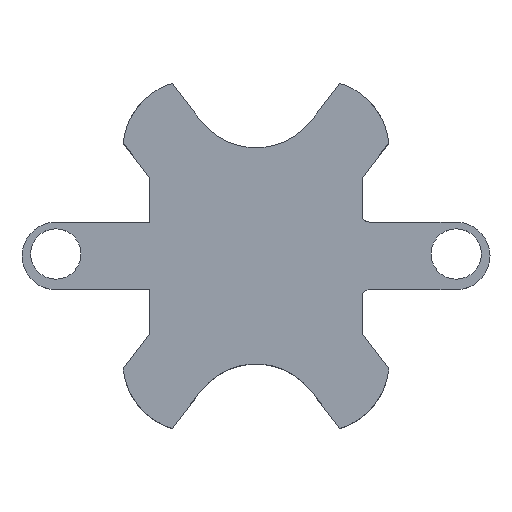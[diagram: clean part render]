
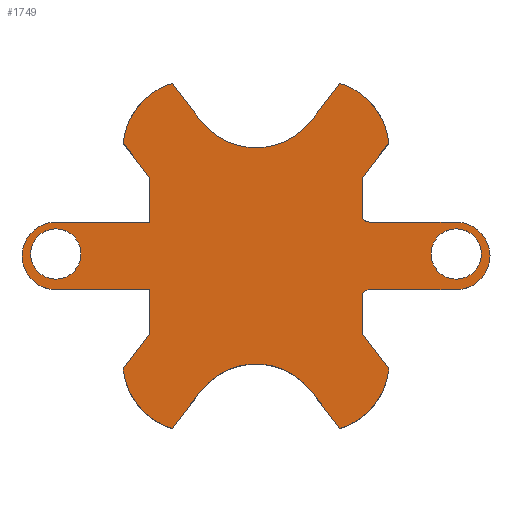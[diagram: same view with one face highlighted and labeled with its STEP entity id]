
A CAD part, top view. The second image highlights one B-rep face of the part: STEP entity #1749.
In plain terms, the highlighted planar face has unit normal (0, 0, 1).
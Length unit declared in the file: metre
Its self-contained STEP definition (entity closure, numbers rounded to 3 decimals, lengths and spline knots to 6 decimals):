
#85=LINE('',#2491,#275);
#86=LINE('',#2495,#276);
#87=LINE('',#2497,#277);
#88=LINE('',#2501,#278);
#89=LINE('',#2505,#279);
#90=LINE('',#2509,#280);
#91=LINE('',#2511,#281);
#92=LINE('',#2513,#282);
#93=LINE('',#2517,#283);
#94=LINE('',#2519,#284);
#95=LINE('',#2521,#285);
#96=LINE('',#2525,#286);
#97=LINE('',#2529,#287);
#98=LINE('',#2533,#288);
#99=LINE('',#2535,#289);
#100=LINE('',#2539,#290);
#275=VECTOR('',#2014,1.);
#276=VECTOR('',#2017,1.);
#277=VECTOR('',#2018,1.);
#278=VECTOR('',#2021,1.);
#279=VECTOR('',#2024,1.);
#280=VECTOR('',#2027,1.);
#281=VECTOR('',#2028,1.);
#282=VECTOR('',#2029,1.);
#283=VECTOR('',#2032,1.);
#284=VECTOR('',#2033,1.);
#285=VECTOR('',#2034,1.);
#286=VECTOR('',#2037,1.);
#287=VECTOR('',#2040,1.);
#288=VECTOR('',#2043,1.);
#289=VECTOR('',#2044,1.);
#290=VECTOR('',#2047,1.);
#465=ORIENTED_EDGE('',*,*,#993,.T.);
#466=ORIENTED_EDGE('',*,*,#994,.T.);
#467=ORIENTED_EDGE('',*,*,#995,.F.);
#468=ORIENTED_EDGE('',*,*,#996,.T.);
#469=ORIENTED_EDGE('',*,*,#997,.T.);
#470=ORIENTED_EDGE('',*,*,#998,.T.);
#471=ORIENTED_EDGE('',*,*,#999,.T.);
#472=ORIENTED_EDGE('',*,*,#1000,.F.);
#473=ORIENTED_EDGE('',*,*,#1001,.F.);
#474=ORIENTED_EDGE('',*,*,#1002,.F.);
#475=ORIENTED_EDGE('',*,*,#1003,.T.);
#476=ORIENTED_EDGE('',*,*,#1004,.T.);
#477=ORIENTED_EDGE('',*,*,#1005,.F.);
#478=ORIENTED_EDGE('',*,*,#1006,.T.);
#479=ORIENTED_EDGE('',*,*,#1007,.F.);
#480=ORIENTED_EDGE('',*,*,#1008,.F.);
#481=ORIENTED_EDGE('',*,*,#1009,.F.);
#482=ORIENTED_EDGE('',*,*,#1010,.F.);
#483=ORIENTED_EDGE('',*,*,#1011,.T.);
#484=ORIENTED_EDGE('',*,*,#1012,.T.);
#485=ORIENTED_EDGE('',*,*,#1013,.F.);
#486=ORIENTED_EDGE('',*,*,#1014,.T.);
#487=ORIENTED_EDGE('',*,*,#1015,.T.);
#488=ORIENTED_EDGE('',*,*,#1016,.F.);
#489=ORIENTED_EDGE('',*,*,#1017,.T.);
#490=ORIENTED_EDGE('',*,*,#1018,.T.);
#491=ORIENTED_EDGE('',*,*,#1019,.T.);
#492=ORIENTED_EDGE('',*,*,#1020,.F.);
#993=EDGE_CURVE('',#1257,#1257,#1427,.T.);
#994=EDGE_CURVE('',#1258,#1259,#1428,.T.);
#995=EDGE_CURVE('',#1260,#1259,#85,.T.);
#996=EDGE_CURVE('',#1260,#1261,#1429,.T.);
#997=EDGE_CURVE('',#1261,#1262,#86,.T.);
#998=EDGE_CURVE('',#1262,#1263,#87,.T.);
#999=EDGE_CURVE('',#1263,#1264,#1430,.T.);
#1000=EDGE_CURVE('',#1265,#1264,#88,.T.);
#1001=EDGE_CURVE('',#1266,#1265,#1431,.T.);
#1002=EDGE_CURVE('',#1267,#1266,#89,.T.);
#1003=EDGE_CURVE('',#1267,#1268,#1432,.T.);
#1004=EDGE_CURVE('',#1268,#1269,#90,.T.);
#1005=EDGE_CURVE('',#1270,#1269,#91,.T.);
#1006=EDGE_CURVE('',#1270,#1271,#92,.T.);
#1007=EDGE_CURVE('',#1272,#1271,#1433,.T.);
#1008=EDGE_CURVE('',#1273,#1272,#93,.T.);
#1009=EDGE_CURVE('',#1274,#1273,#94,.T.);
#1010=EDGE_CURVE('',#1275,#1274,#95,.T.);
#1011=EDGE_CURVE('',#1275,#1276,#1434,.T.);
#1012=EDGE_CURVE('',#1276,#1277,#96,.T.);
#1013=EDGE_CURVE('',#1278,#1277,#1435,.T.);
#1014=EDGE_CURVE('',#1278,#1279,#97,.T.);
#1015=EDGE_CURVE('',#1279,#1280,#1436,.T.);
#1016=EDGE_CURVE('',#1281,#1280,#98,.T.);
#1017=EDGE_CURVE('',#1281,#1282,#99,.T.);
#1018=EDGE_CURVE('',#1282,#1283,#1437,.T.);
#1019=EDGE_CURVE('',#1283,#1258,#100,.T.);
#1020=EDGE_CURVE('',#1284,#1284,#1438,.T.);
#1257=VERTEX_POINT('',#2487);
#1258=VERTEX_POINT('',#2489);
#1259=VERTEX_POINT('',#2490);
#1260=VERTEX_POINT('',#2492);
#1261=VERTEX_POINT('',#2494);
#1262=VERTEX_POINT('',#2496);
#1263=VERTEX_POINT('',#2498);
#1264=VERTEX_POINT('',#2500);
#1265=VERTEX_POINT('',#2502);
#1266=VERTEX_POINT('',#2504);
#1267=VERTEX_POINT('',#2506);
#1268=VERTEX_POINT('',#2508);
#1269=VERTEX_POINT('',#2510);
#1270=VERTEX_POINT('',#2512);
#1271=VERTEX_POINT('',#2514);
#1272=VERTEX_POINT('',#2516);
#1273=VERTEX_POINT('',#2518);
#1274=VERTEX_POINT('',#2520);
#1275=VERTEX_POINT('',#2522);
#1276=VERTEX_POINT('',#2524);
#1277=VERTEX_POINT('',#2526);
#1278=VERTEX_POINT('',#2528);
#1279=VERTEX_POINT('',#2530);
#1280=VERTEX_POINT('',#2532);
#1281=VERTEX_POINT('',#2534);
#1282=VERTEX_POINT('',#2536);
#1283=VERTEX_POINT('',#2538);
#1284=VERTEX_POINT('',#2541);
#1427=CIRCLE('',#1864,0.0017);
#1428=CIRCLE('',#1865,0.002286);
#1429=CIRCLE('',#1866,0.000491);
#1430=CIRCLE('',#1867,0.004722);
#1431=CIRCLE('',#1868,0.004722);
#1432=CIRCLE('',#1869,0.004722);
#1433=CIRCLE('',#1870,0.002286);
#1434=CIRCLE('',#1871,0.004722);
#1435=CIRCLE('',#1872,0.004722);
#1436=CIRCLE('',#1873,0.004722);
#1437=CIRCLE('',#1874,0.000491);
#1438=CIRCLE('',#1875,0.0017);
#1471=EDGE_LOOP('',(#465));
#1472=EDGE_LOOP('',(#466,#467,#468,#469,#470,#471,#472,#473,#474,#475,#476,
#477,#478,#479,#480,#481,#482,#483,#484,#485,#486,#487,#488,#489,#490,#491));
#1473=EDGE_LOOP('',(#492));
#1581=FACE_BOUND('',#1471,.T.);
#1582=FACE_BOUND('',#1472,.T.);
#1583=FACE_BOUND('',#1473,.T.);
#1691=PLANE('',#1863);
#1749=ADVANCED_FACE('',(#1581,#1582,#1583),#1691,.F.);
#1863=AXIS2_PLACEMENT_3D('',#2485,#2008,#2009);
#1864=AXIS2_PLACEMENT_3D('',#2486,#2010,#2011);
#1865=AXIS2_PLACEMENT_3D('',#2488,#2012,#2013);
#1866=AXIS2_PLACEMENT_3D('',#2493,#2015,#2016);
#1867=AXIS2_PLACEMENT_3D('',#2499,#2019,#2020);
#1868=AXIS2_PLACEMENT_3D('',#2503,#2022,#2023);
#1869=AXIS2_PLACEMENT_3D('',#2507,#2025,#2026);
#1870=AXIS2_PLACEMENT_3D('',#2515,#2030,#2031);
#1871=AXIS2_PLACEMENT_3D('',#2523,#2035,#2036);
#1872=AXIS2_PLACEMENT_3D('',#2527,#2038,#2039);
#1873=AXIS2_PLACEMENT_3D('',#2531,#2041,#2042);
#1874=AXIS2_PLACEMENT_3D('',#2537,#2045,#2046);
#1875=AXIS2_PLACEMENT_3D('',#2540,#2048,#2049);
#2008=DIRECTION('',(0.,0.,-1.));
#2009=DIRECTION('',(1.,0.,0.));
#2010=DIRECTION('',(0.,0.,-1.));
#2011=DIRECTION('',(1.,0.,0.));
#2012=DIRECTION('',(0.,0.,1.));
#2013=DIRECTION('',(1.,0.,0.));
#2014=DIRECTION('',(1.,0.,0.));
#2015=DIRECTION('',(0.,0.,-1.));
#2016=DIRECTION('',(-1.,0.,0.));
#2017=DIRECTION('',(0.,1.,0.));
#2018=DIRECTION('',(0.604,0.797,0.));
#2019=DIRECTION('',(0.,0.,1.));
#2020=DIRECTION('',(1.,0.,0.));
#2021=DIRECTION('',(0.604,0.797,0.));
#2022=DIRECTION('',(0.,0.,1.));
#2023=DIRECTION('',(1.,0.,0.));
#2024=DIRECTION('',(0.604,-0.797,0.));
#2025=DIRECTION('',(0.,0.,1.));
#2026=DIRECTION('',(1.,0.,0.));
#2027=DIRECTION('',(0.604,-0.797,0.));
#2028=DIRECTION('',(0.,1.,0.));
#2029=DIRECTION('',(-1.,0.,0.));
#2030=DIRECTION('',(0.,0.,-1.));
#2031=DIRECTION('',(1.,0.,0.));
#2032=DIRECTION('',(-1.,0.,0.));
#2033=DIRECTION('',(0.,1.,0.));
#2034=DIRECTION('',(0.604,0.797,0.));
#2035=DIRECTION('',(0.,0.,1.));
#2036=DIRECTION('',(1.,0.,0.));
#2037=DIRECTION('',(0.604,0.797,0.));
#2038=DIRECTION('',(0.,0.,1.));
#2039=DIRECTION('',(1.,0.,0.));
#2040=DIRECTION('',(0.604,-0.797,0.));
#2041=DIRECTION('',(0.,0.,1.));
#2042=DIRECTION('',(1.,0.,0.));
#2043=DIRECTION('',(0.604,-0.797,0.));
#2044=DIRECTION('',(0.,1.,0.));
#2045=DIRECTION('',(0.,0.,-1.));
#2046=DIRECTION('',(-1.,0.,0.));
#2047=DIRECTION('',(1.,0.,0.));
#2048=DIRECTION('',(0.,0.,1.));
#2049=DIRECTION('',(1.,0.,0.));
#2485=CARTESIAN_POINT('',(-0.020431,0.085759,0.06163));
#2486=CARTESIAN_POINT('',(-0.081118,0.085886,0.06163));
#2487=CARTESIAN_POINT('',(-0.079418,0.085886,0.06163));
#2488=CARTESIAN_POINT('',(-0.054072,0.085759,0.06163));
#2489=CARTESIAN_POINT('',(-0.054072,0.083473,0.06163));
#2490=CARTESIAN_POINT('',(-0.054072,0.088045,0.06163));
#2491=CARTESIAN_POINT('',(-0.058433,0.088045,0.06163));
#2492=CARTESIAN_POINT('',(-0.059942,0.088045,0.06163));
#2493=CARTESIAN_POINT('',(-0.059942,0.088536,0.06163));
#2494=CARTESIAN_POINT('',(-0.060433,0.088536,0.06163));
#2495=CARTESIAN_POINT('',(-0.060433,0.089524,0.06163));
#2496=CARTESIAN_POINT('',(-0.060433,0.091004,0.06163));
#2497=CARTESIAN_POINT('',(-0.061501,0.089594,0.06163));
#2498=CARTESIAN_POINT('',(-0.05862,0.093396,0.06163));
#2499=CARTESIAN_POINT('',(-0.063317,0.092912,0.06163));
#2500=CARTESIAN_POINT('',(-0.061938,0.097428,0.06163));
#2501=CARTESIAN_POINT('',(-0.064688,0.093799,0.06163));
#2502=CARTESIAN_POINT('',(-0.063832,0.094929,0.06163));
#2503=CARTESIAN_POINT('',(-0.067595,0.097781,0.06163));
#2504=CARTESIAN_POINT('',(-0.071358,0.094929,0.06163));
#2505=CARTESIAN_POINT('',(-0.070501,0.093799,0.06163));
#2506=CARTESIAN_POINT('',(-0.073252,0.097428,0.06163));
#2507=CARTESIAN_POINT('',(-0.071873,0.092912,0.06163));
#2508=CARTESIAN_POINT('',(-0.07657,0.093396,0.06163));
#2509=CARTESIAN_POINT('',(-0.073688,0.089594,0.06163));
#2510=CARTESIAN_POINT('',(-0.074757,0.091004,0.06163));
#2511=CARTESIAN_POINT('',(-0.074757,0.089524,0.06163));
#2512=CARTESIAN_POINT('',(-0.074757,0.088045,0.06163));
#2513=CARTESIAN_POINT('',(-0.076757,0.088045,0.06163));
#2514=CARTESIAN_POINT('',(-0.081118,0.088045,0.06163));
#2515=CARTESIAN_POINT('',(-0.081118,0.085759,0.06163));
#2516=CARTESIAN_POINT('',(-0.081118,0.083473,0.06163));
#2517=CARTESIAN_POINT('',(-0.076757,0.083473,0.06163));
#2518=CARTESIAN_POINT('',(-0.074757,0.083473,0.06163));
#2519=CARTESIAN_POINT('',(-0.074757,0.081994,0.06163));
#2520=CARTESIAN_POINT('',(-0.074757,0.080515,0.06163));
#2521=CARTESIAN_POINT('',(-0.073688,0.081924,0.06163));
#2522=CARTESIAN_POINT('',(-0.07657,0.078122,0.06163));
#2523=CARTESIAN_POINT('',(-0.071873,0.078606,0.06163));
#2524=CARTESIAN_POINT('',(-0.073252,0.07409,0.06163));
#2525=CARTESIAN_POINT('',(-0.070501,0.077719,0.06163));
#2526=CARTESIAN_POINT('',(-0.071358,0.076589,0.06163));
#2527=CARTESIAN_POINT('',(-0.067595,0.073737,0.06163));
#2528=CARTESIAN_POINT('',(-0.063832,0.076589,0.06163));
#2529=CARTESIAN_POINT('',(-0.064688,0.077719,0.06163));
#2530=CARTESIAN_POINT('',(-0.061938,0.07409,0.06163));
#2531=CARTESIAN_POINT('',(-0.063317,0.078606,0.06163));
#2532=CARTESIAN_POINT('',(-0.05862,0.078122,0.06163));
#2533=CARTESIAN_POINT('',(-0.061501,0.081924,0.06163));
#2534=CARTESIAN_POINT('',(-0.060433,0.080515,0.06163));
#2535=CARTESIAN_POINT('',(-0.060433,0.081994,0.06163));
#2536=CARTESIAN_POINT('',(-0.060433,0.082983,0.06163));
#2537=CARTESIAN_POINT('',(-0.059942,0.082983,0.06163));
#2538=CARTESIAN_POINT('',(-0.059942,0.083473,0.06163));
#2539=CARTESIAN_POINT('',(-0.058433,0.083473,0.06163));
#2540=CARTESIAN_POINT('',(-0.054072,0.085886,0.06163));
#2541=CARTESIAN_POINT('',(-0.052372,0.085886,0.06163));
